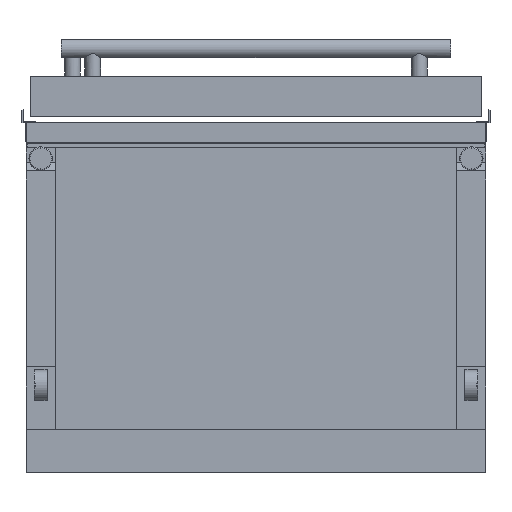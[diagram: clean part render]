
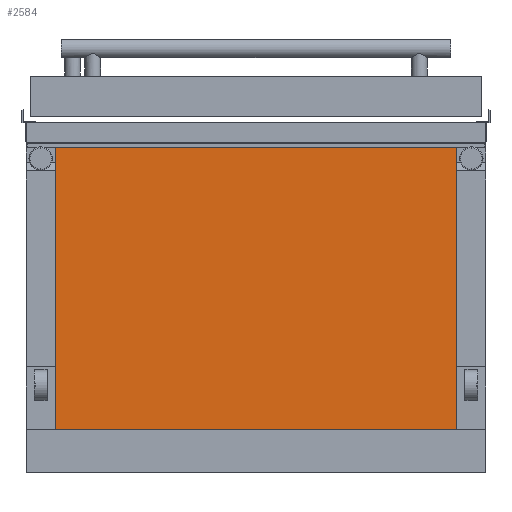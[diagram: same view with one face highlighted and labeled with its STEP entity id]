
A CAD part, front view. The second image highlights one B-rep face of the part: STEP entity #2584.
In plain terms, the highlighted planar face has unit normal (0, -1, 0).
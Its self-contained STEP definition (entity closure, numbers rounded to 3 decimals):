
#70 = DIRECTION ( 'NONE',  ( 0., 0., 1. ) ) ;
#124 = CARTESIAN_POINT ( 'NONE',  ( -368., -990.85, -210.4 ) ) ;
#627 = LINE ( 'NONE', #124, #1707 ) ;
#919 = DIRECTION ( 'NONE',  ( 0., 0., 1. ) ) ;
#975 = DIRECTION ( 'NONE',  ( -1., 0., 0. ) ) ;
#1577 = LINE ( 'NONE', #5157, #12040 ) ;
#1707 = VECTOR ( 'NONE', #4590, 1000. ) ;
#2049 = VERTEX_POINT ( 'NONE', #10073 ) ;
#2065 = CARTESIAN_POINT ( 'NONE',  ( -321., -990.85, 240. ) ) ;
#2584 = ADVANCED_FACE ( 'NONE', ( #5874 ), #11723, .F. ) ;
#2618 = EDGE_CURVE ( 'NONE', #2049, #4141, #1577, .T. ) ;
#2648 = ORIENTED_EDGE ( 'NONE', *, *, #7961, .T. ) ;
#2855 = EDGE_CURVE ( 'NONE', #4080, #2049, #627, .T. ) ;
#3254 = CARTESIAN_POINT ( 'NONE',  ( 321., -990.85, -210.4 ) ) ;
#3259 = ORIENTED_EDGE ( 'NONE', *, *, #10747, .T. ) ;
#3688 = DIRECTION ( 'NONE',  ( 0., 1., 0. ) ) ;
#3949 = LINE ( 'NONE', #2065, #12820 ) ;
#4080 = VERTEX_POINT ( 'NONE', #3254 ) ;
#4141 = VERTEX_POINT ( 'NONE', #8338 ) ;
#4590 = DIRECTION ( 'NONE',  ( -1., 0., 0. ) ) ;
#5157 = CARTESIAN_POINT ( 'NONE',  ( -321., -990.85, -280. ) ) ;
#5776 = DIRECTION ( 'NONE',  ( 0., 0., 1. ) ) ;
#5874 = FACE_OUTER_BOUND ( 'NONE', #12136, .T. ) ;
#6981 = CARTESIAN_POINT ( 'NONE',  ( 321., -990.85, -280. ) ) ;
#7844 = VERTEX_POINT ( 'NONE', #11924 ) ;
#7913 = ORIENTED_EDGE ( 'NONE', *, *, #2855, .F. ) ;
#7961 = EDGE_CURVE ( 'NONE', #7844, #4141, #3949, .T. ) ;
#8338 = CARTESIAN_POINT ( 'NONE',  ( -321., -990.85, 240. ) ) ;
#8732 = CARTESIAN_POINT ( 'NONE',  ( -321., -990.85, -280. ) ) ;
#9744 = AXIS2_PLACEMENT_3D ( 'NONE', #8732, #3688, #5776 ) ;
#10073 = CARTESIAN_POINT ( 'NONE',  ( -321., -990.85, -210.4 ) ) ;
#10117 = ORIENTED_EDGE ( 'NONE', *, *, #2618, .F. ) ;
#10747 = EDGE_CURVE ( 'NONE', #4080, #7844, #13025, .T. ) ;
#11723 = PLANE ( 'NONE',  #9744 ) ;
#11924 = CARTESIAN_POINT ( 'NONE',  ( 321., -990.85, 240. ) ) ;
#12040 = VECTOR ( 'NONE', #70, 1000. ) ;
#12071 = VECTOR ( 'NONE', #919, 1000. ) ;
#12136 = EDGE_LOOP ( 'NONE', ( #3259, #2648, #10117, #7913 ) ) ;
#12820 = VECTOR ( 'NONE', #975, 1000. ) ;
#13025 = LINE ( 'NONE', #6981, #12071 ) ;
